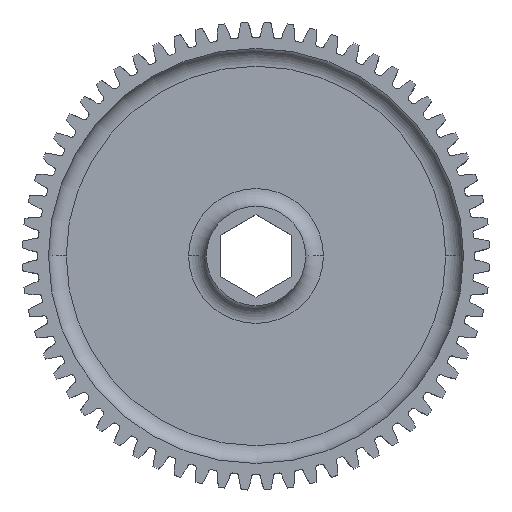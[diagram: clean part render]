
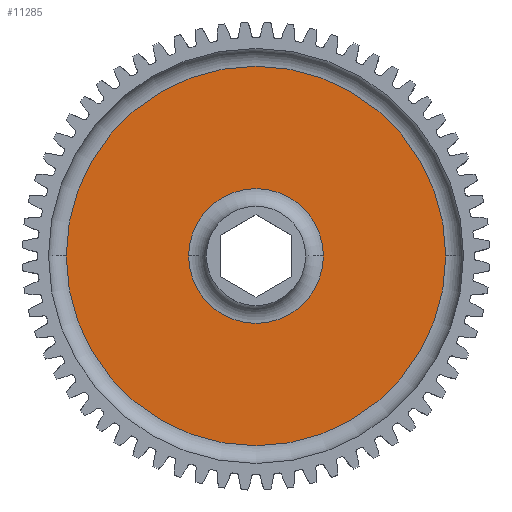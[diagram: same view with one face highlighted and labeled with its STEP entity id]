
A CAD part, top view. The second image highlights one B-rep face of the part: STEP entity #11285.
In plain terms, the highlighted planar face has unit normal (0, 0, 1).
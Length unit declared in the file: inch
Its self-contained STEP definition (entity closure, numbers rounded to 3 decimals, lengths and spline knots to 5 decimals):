
#245 = DIRECTION ( 'NONE',  ( 0., 0., -1. ) ) ;
#310 = DIRECTION ( 'NONE',  ( 1., 0., 0. ) ) ;
#1585 = ORIENTED_EDGE ( 'NONE', *, *, #1754, .T. ) ;
#1754 = EDGE_CURVE ( 'NONE', #16253, #4153, #8291, .T. ) ;
#1965 = ORIENTED_EDGE ( 'NONE', *, *, #14707, .T. ) ;
#2139 = CARTESIAN_POINT ( 'NONE',  ( 1.3375, 0., 0.045 ) ) ;
#2301 = CARTESIAN_POINT ( 'NONE',  ( 0., 0., 0.045 ) ) ;
#3344 = DIRECTION ( 'NONE',  ( 1., 0., 0. ) ) ;
#4153 = VERTEX_POINT ( 'NONE', #2139 ) ;
#4304 = EDGE_CURVE ( 'NONE', #4153, #16253, #19761, .T. ) ;
#4769 = EDGE_CURVE ( 'NONE', #14176, #13252, #17042, .T. ) ;
#4980 = AXIS2_PLACEMENT_3D ( 'NONE', #7711, #20778, #310 ) ;
#5738 = EDGE_LOOP ( 'NONE', ( #1965, #14406 ) ) ;
#5955 = DIRECTION ( 'NONE',  ( 1., 0., 0. ) ) ;
#6071 = ORIENTED_EDGE ( 'NONE', *, *, #4304, .T. ) ;
#6197 = CARTESIAN_POINT ( 'NONE',  ( 0., 0., 0.045 ) ) ;
#6303 = CARTESIAN_POINT ( 'NONE',  ( -1.3375, 0., 0.045 ) ) ;
#6850 = CARTESIAN_POINT ( 'NONE',  ( 0., 0., 0.045 ) ) ;
#7626 = FACE_BOUND ( 'NONE', #5738, .T. ) ;
#7711 = CARTESIAN_POINT ( 'NONE',  ( 0., 0., 0.045 ) ) ;
#7928 = FACE_OUTER_BOUND ( 'NONE', #15682, .T. ) ;
#8084 = DIRECTION ( 'NONE',  ( 1., 0., 0. ) ) ;
#8262 = AXIS2_PLACEMENT_3D ( 'NONE', #6197, #19354, #8084 ) ;
#8291 = CIRCLE ( 'NONE', #4980, 1.3375 ) ;
#10561 = CIRCLE ( 'NONE', #13446, 0.475 ) ;
#10902 = CARTESIAN_POINT ( 'NONE',  ( 0.475, 0., 0.045 ) ) ;
#11285 = ADVANCED_FACE ( 'NONE', ( #7626, #7928 ), #17138, .T. ) ;
#13046 = CARTESIAN_POINT ( 'NONE',  ( -0.475, 0., 0.045 ) ) ;
#13055 = DIRECTION ( 'NONE',  ( 1., 0., 0. ) ) ;
#13252 = VERTEX_POINT ( 'NONE', #10902 ) ;
#13446 = AXIS2_PLACEMENT_3D ( 'NONE', #6850, #23858, #3344 ) ;
#14176 = VERTEX_POINT ( 'NONE', #13046 ) ;
#14406 = ORIENTED_EDGE ( 'NONE', *, *, #4769, .T. ) ;
#14707 = EDGE_CURVE ( 'NONE', #13252, #14176, #10561, .T. ) ;
#15154 = CARTESIAN_POINT ( 'NONE',  ( 0., 0., 0.045 ) ) ;
#15491 = AXIS2_PLACEMENT_3D ( 'NONE', #2301, #20906, #5955 ) ;
#15682 = EDGE_LOOP ( 'NONE', ( #6071, #1585 ) ) ;
#16253 = VERTEX_POINT ( 'NONE', #6303 ) ;
#17042 = CIRCLE ( 'NONE', #17488, 0.475 ) ;
#17138 = PLANE ( 'NONE',  #15491 ) ;
#17488 = AXIS2_PLACEMENT_3D ( 'NONE', #15154, #245, #13055 ) ;
#19354 = DIRECTION ( 'NONE',  ( 0., 0., 1. ) ) ;
#19761 = CIRCLE ( 'NONE', #8262, 1.3375 ) ;
#20778 = DIRECTION ( 'NONE',  ( 0., 0., 1. ) ) ;
#20906 = DIRECTION ( 'NONE',  ( 0., 0., 1. ) ) ;
#23858 = DIRECTION ( 'NONE',  ( 0., 0., -1. ) ) ;
